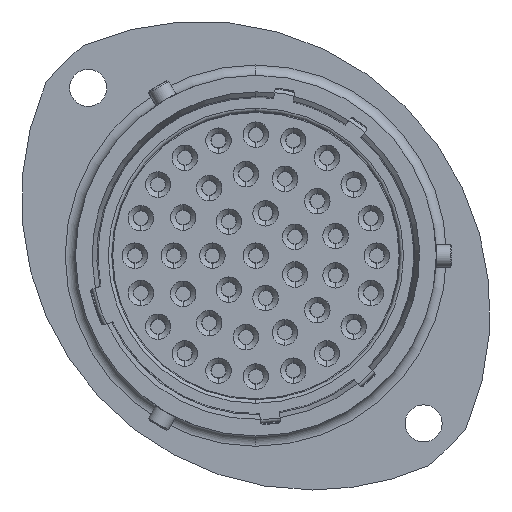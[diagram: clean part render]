
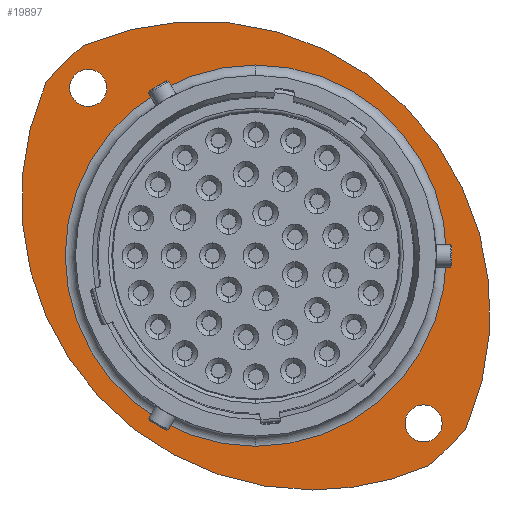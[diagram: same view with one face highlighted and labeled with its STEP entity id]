
A CAD part, left-side view. The second image highlights one B-rep face of the part: STEP entity #19897.
In plain terms, the highlighted planar face has unit normal (-1, 0, 0).
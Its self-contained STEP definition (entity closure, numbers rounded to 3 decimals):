
#496 = VERTEX_POINT ( 'NONE', #45468 ) ;
#1001 = AXIS2_PLACEMENT_3D ( 'NONE', #58699, #59289, #72108 ) ;
#1863 = CARTESIAN_POINT ( 'NONE',  ( 4.955, 7.911, 16.762 ) ) ;
#5948 = ORIENTED_EDGE ( 'NONE', *, *, #29162, .T. ) ;
#6660 = CARTESIAN_POINT ( 'NONE',  ( 4.955, 2.961, 4.992 ) ) ;
#6779 = CARTESIAN_POINT ( 'NONE',  ( 4.955, -10.512, -15.104 ) ) ;
#7932 = EDGE_CURVE ( 'NONE', #49755, #57598, #33706, .T. ) ;
#10253 = CARTESIAN_POINT ( 'NONE',  ( 4.955, 7.911, 0.042 ) ) ;
#11193 = ORIENTED_EDGE ( 'NONE', *, *, #34889, .T. ) ;
#11558 = ORIENTED_EDGE ( 'NONE', *, *, #28631, .F. ) ;
#12993 = AXIS2_PLACEMENT_3D ( 'NONE', #71711, #65139, #85364 ) ;
#14075 = VERTEX_POINT ( 'NONE', #77935 ) ;
#14500 = CARTESIAN_POINT ( 'NONE',  ( 4.955, -6.797, -16.29 ) ) ;
#15378 = CARTESIAN_POINT ( 'NONE',  ( 4.955, -6.797, -13.04 ) ) ;
#16924 = EDGE_LOOP ( 'NONE', ( #45506, #18604 ) ) ;
#17454 = VERTEX_POINT ( 'NONE', #15378 ) ;
#17984 = DIRECTION ( 'NONE',  ( 0., 0., -1. ) ) ;
#18381 = CARTESIAN_POINT ( 'NONE',  ( 4.955, 7.911, 0.042 ) ) ;
#18604 = ORIENTED_EDGE ( 'NONE', *, *, #64473, .F. ) ;
#19819 = VERTEX_POINT ( 'NONE', #22564 ) ;
#19897 = ADVANCED_FACE ( 'NONE', ( #77464, #42459, #26384, #22062 ), #72288, .F. ) ;
#20963 = DIRECTION ( 'NONE',  ( 0., 0., 1. ) ) ;
#21032 = AXIS2_PLACEMENT_3D ( 'NONE', #43785, #36905, #50899 ) ;
#21067 = CARTESIAN_POINT ( 'NONE',  ( 4.955, 2.961, -20.508 ) ) ;
#21401 = AXIS2_PLACEMENT_3D ( 'NONE', #62389, #34998, #20963 ) ;
#22062 = FACE_OUTER_BOUND ( 'NONE', #59589, .T. ) ;
#22449 = DIRECTION ( 'NONE',  ( -1., 0., 0. ) ) ;
#22564 = CARTESIAN_POINT ( 'NONE',  ( 4.955, 22.618, 16.375 ) ) ;
#23712 = EDGE_CURVE ( 'NONE', #19819, #496, #50724, .T. ) ;
#24827 = DIRECTION ( 'NONE',  ( 0., 0., -1. ) ) ;
#26250 = EDGE_CURVE ( 'NONE', #43360, #14075, #41167, .T. ) ;
#26384 = FACE_BOUND ( 'NONE', #16924, .T. ) ;
#28577 = EDGE_LOOP ( 'NONE', ( #11558, #64794 ) ) ;
#28616 = ORIENTED_EDGE ( 'NONE', *, *, #26250, .T. ) ;
#28631 = EDGE_CURVE ( 'NONE', #496, #19819, #75050, .T. ) ;
#29162 = EDGE_CURVE ( 'NONE', #57598, #82018, #73849, .T. ) ;
#29646 = DIRECTION ( 'NONE',  ( 0., 0., -1. ) ) ;
#30664 = AXIS2_PLACEMENT_3D ( 'NONE', #72792, #80139, #24827 ) ;
#30950 = AXIS2_PLACEMENT_3D ( 'NONE', #80524, #39893, #87377 ) ;
#31635 = EDGE_CURVE ( 'NONE', #82018, #49860, #68133, .T. ) ;
#33064 = EDGE_CURVE ( 'NONE', #77088, #49755, #73060, .T. ) ;
#33255 = AXIS2_PLACEMENT_3D ( 'NONE', #79575, #51980, #17984 ) ;
#33706 = CIRCLE ( 'NONE', #21401, 23.85 ) ;
#34889 = EDGE_CURVE ( 'NONE', #14075, #43360, #59577, .T. ) ;
#34998 = DIRECTION ( 'NONE',  ( -1., 0., 0. ) ) ;
#35773 = DIRECTION ( 'NONE',  ( 0., 0., -1. ) ) ;
#36905 = DIRECTION ( 'NONE',  ( -1., 0., 0. ) ) ;
#37883 = DIRECTION ( 'NONE',  ( 0., 0., 1. ) ) ;
#38985 = VERTEX_POINT ( 'NONE', #14500 ) ;
#39893 = DIRECTION ( 'NONE',  ( -1., 0., 0. ) ) ;
#41167 = CIRCLE ( 'NONE', #33255, 16.72 ) ;
#41497 = CARTESIAN_POINT ( 'NONE',  ( 4.955, -7.236, -18.38 ) ) ;
#41809 = CARTESIAN_POINT ( 'NONE',  ( 4.955, -6.797, -14.665 ) ) ;
#42459 = FACE_BOUND ( 'NONE', #28577, .T. ) ;
#43320 = AXIS2_PLACEMENT_3D ( 'NONE', #77844, #22449, #29646 ) ;
#43360 = VERTEX_POINT ( 'NONE', #1863 ) ;
#43785 = CARTESIAN_POINT ( 'NONE',  ( 4.955, 2.961, 4.992 ) ) ;
#44084 = ORIENTED_EDGE ( 'NONE', *, *, #31635, .T. ) ;
#44366 = DIRECTION ( 'NONE',  ( 1., 0., 0. ) ) ;
#45334 = DIRECTION ( 'NONE',  ( -1., 0., 0. ) ) ;
#45468 = CARTESIAN_POINT ( 'NONE',  ( 4.955, 22.618, 13.125 ) ) ;
#45506 = ORIENTED_EDGE ( 'NONE', *, *, #87638, .F. ) ;
#46027 = ORIENTED_EDGE ( 'NONE', *, *, #33064, .T. ) ;
#46355 = CARTESIAN_POINT ( 'NONE',  ( 4.955, 23.057, 18.465 ) ) ;
#49755 = VERTEX_POINT ( 'NONE', #41497 ) ;
#49860 = VERTEX_POINT ( 'NONE', #76807 ) ;
#50724 = CIRCLE ( 'NONE', #30664, 1.625 ) ;
#50899 = DIRECTION ( 'NONE',  ( 0., 0., -1. ) ) ;
#51980 = DIRECTION ( 'NONE',  ( 1., 0., 0. ) ) ;
#52985 = CIRCLE ( 'NONE', #30950, 1.625 ) ;
#57202 = EDGE_LOOP ( 'NONE', ( #11193, #28616 ) ) ;
#57598 = VERTEX_POINT ( 'NONE', #6779 ) ;
#58699 = CARTESIAN_POINT ( 'NONE',  ( 4.955, 12.86, -4.907 ) ) ;
#59289 = DIRECTION ( 'NONE',  ( -1., 0., 0. ) ) ;
#59577 = CIRCLE ( 'NONE', #87376, 16.72 ) ;
#59589 = EDGE_LOOP ( 'NONE', ( #61562, #46027, #85094, #5948, #44084 ) ) ;
#61562 = ORIENTED_EDGE ( 'NONE', *, *, #86170, .T. ) ;
#62389 = CARTESIAN_POINT ( 'NONE',  ( 4.955, 7.911, 0.042 ) ) ;
#63169 = AXIS2_PLACEMENT_3D ( 'NONE', #6660, #67131, #80815 ) ;
#64473 = EDGE_CURVE ( 'NONE', #17454, #38985, #52985, .T. ) ;
#64794 = ORIENTED_EDGE ( 'NONE', *, *, #23712, .F. ) ;
#65139 = DIRECTION ( 'NONE',  ( 1., 0., 0. ) ) ;
#67131 = DIRECTION ( 'NONE',  ( -1., 0., 0. ) ) ;
#68133 = CIRCLE ( 'NONE', #77235, 23.85 ) ;
#71711 = CARTESIAN_POINT ( 'NONE',  ( 4.955, 23.731, 0.042 ) ) ;
#72108 = DIRECTION ( 'NONE',  ( 0., 0., -1. ) ) ;
#72288 = PLANE ( 'NONE',  #12993 ) ;
#72792 = CARTESIAN_POINT ( 'NONE',  ( 4.955, 22.618, 14.75 ) ) ;
#73060 = CIRCLE ( 'NONE', #21032, 25.5 ) ;
#73849 = CIRCLE ( 'NONE', #1001, 25.5 ) ;
#75050 = CIRCLE ( 'NONE', #43320, 1.625 ) ;
#76529 = DIRECTION ( 'NONE',  ( -1., 0., 0. ) ) ;
#76807 = CARTESIAN_POINT ( 'NONE',  ( 4.955, 26.333, 15.189 ) ) ;
#77088 = VERTEX_POINT ( 'NONE', #21067 ) ;
#77235 = AXIS2_PLACEMENT_3D ( 'NONE', #18381, #45334, #37883 ) ;
#77464 = FACE_BOUND ( 'NONE', #57202, .T. ) ;
#77844 = CARTESIAN_POINT ( 'NONE',  ( 4.955, 22.618, 14.75 ) ) ;
#77935 = CARTESIAN_POINT ( 'NONE',  ( 4.955, 7.911, -16.678 ) ) ;
#78753 = DIRECTION ( 'NONE',  ( 0., 0., -1. ) ) ;
#78764 = AXIS2_PLACEMENT_3D ( 'NONE', #41809, #76529, #35773 ) ;
#79575 = CARTESIAN_POINT ( 'NONE',  ( 4.955, 7.911, 0.042 ) ) ;
#80139 = DIRECTION ( 'NONE',  ( -1., 0., 0. ) ) ;
#80524 = CARTESIAN_POINT ( 'NONE',  ( 4.955, -6.797, -14.665 ) ) ;
#80815 = DIRECTION ( 'NONE',  ( 0., 0., -1. ) ) ;
#82018 = VERTEX_POINT ( 'NONE', #46355 ) ;
#82182 = CIRCLE ( 'NONE', #63169, 25.5 ) ;
#85094 = ORIENTED_EDGE ( 'NONE', *, *, #7932, .T. ) ;
#85364 = DIRECTION ( 'NONE',  ( 0., 0., -1. ) ) ;
#86170 = EDGE_CURVE ( 'NONE', #49860, #77088, #82182, .T. ) ;
#86967 = CIRCLE ( 'NONE', #78764, 1.625 ) ;
#87376 = AXIS2_PLACEMENT_3D ( 'NONE', #10253, #44366, #78753 ) ;
#87377 = DIRECTION ( 'NONE',  ( 0., 0., -1. ) ) ;
#87638 = EDGE_CURVE ( 'NONE', #38985, #17454, #86967, .T. ) ;
